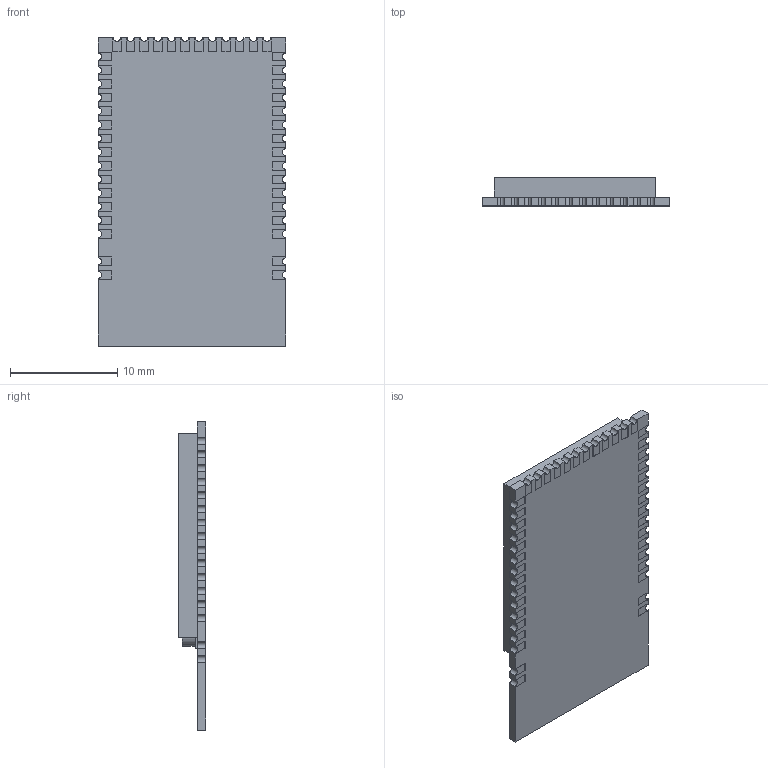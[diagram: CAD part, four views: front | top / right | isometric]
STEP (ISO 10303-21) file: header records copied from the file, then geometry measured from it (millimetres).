
FILE_DESCRIPTION (( 'STEP AP214' ), '1' );
FILE_NAME ('e73-2g4m04s1b.STEP', '2020-11-08T11:15:33', ( '' ), ( '' ), 'SwSTEP 2.0', 'SolidWorks 2020', '' );
FILE_SCHEMA (( 'AUTOMOTIVE_DESIGN' ));
Length unit declared in the file: millimetre
Products named in the file (1): e73-2g4m04s1b
Bounding box: 17.5 x 2.6 x 28.7 mm (x, y, z)
Volume: 878.7 mm3; surface area: 1219.1 mm2
Topology: 1 solids, 1 shells, 546 faces, 1605 edges, 1070 vertices
Faces by surface type: plane 470, cylinder 62, bspline 14
Entity records: 20762 total; most frequent: CARTESIAN_POINT 3988, ORIENTED_EDGE 3210, DIRECTION 2767, EDGE_CURVE 1605, LINE 1453, VECTOR 1453, VERTEX_POINT 1070, AXIS2_PLACEMENT_3D 657
